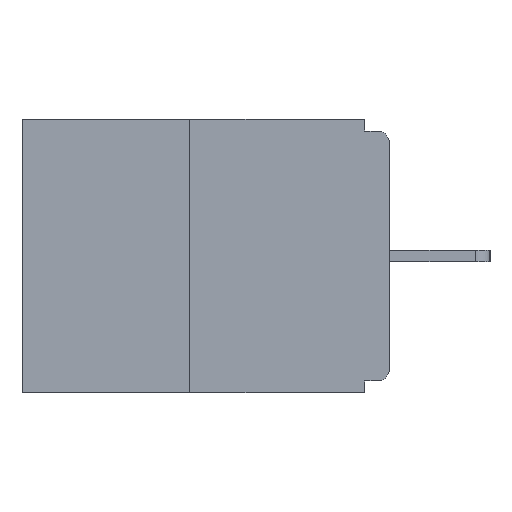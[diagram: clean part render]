
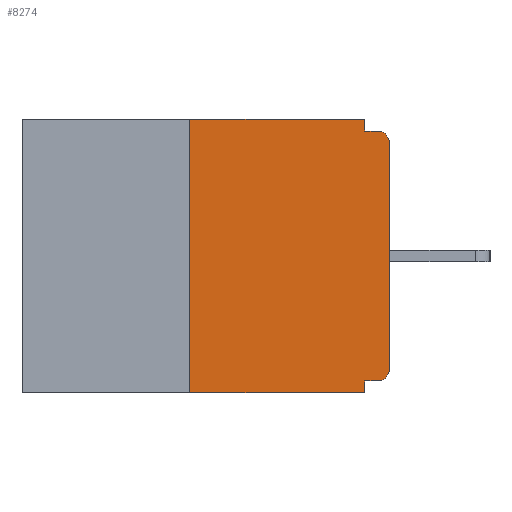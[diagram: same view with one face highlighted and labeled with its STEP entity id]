
A CAD part, left-side view. The second image highlights one B-rep face of the part: STEP entity #8274.
In plain terms, the highlighted planar face has unit normal (-1, 0, 0).
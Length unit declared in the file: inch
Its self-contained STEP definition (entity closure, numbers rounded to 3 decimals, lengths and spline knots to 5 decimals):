
#83 = ORIENTED_EDGE ( 'NONE', *, *, #10372, .T. ) ;
#106 = ORIENTED_EDGE ( 'NONE', *, *, #10423, .F. ) ;
#128 = CARTESIAN_POINT ( 'NONE',  ( 0., 0.015, -0.313 ) ) ;
#238 = ORIENTED_EDGE ( 'NONE', *, *, #8623, .F. ) ;
#377 = ORIENTED_EDGE ( 'NONE', *, *, #9086, .T. ) ;
#477 = ORIENTED_EDGE ( 'NONE', *, *, #8492, .T. ) ;
#536 = ORIENTED_EDGE ( 'NONE', *, *, #9113, .T. ) ;
#638 = AXIS2_PLACEMENT_3D ( 'NONE', #9248, #3741, #10098 ) ;
#641 = VERTEX_POINT ( 'NONE', #10620 ) ;
#652 = AXIS2_PLACEMENT_3D ( 'NONE', #128, #6320, #1122 ) ;
#786 = ORIENTED_EDGE ( 'NONE', *, *, #8851, .F. ) ;
#843 = DIRECTION ( 'NONE',  ( 0., 0., 1. ) ) ;
#855 = LINE ( 'NONE', #2960, #7724 ) ;
#908 = ORIENTED_EDGE ( 'NONE', *, *, #10460, .F. ) ;
#926 = CARTESIAN_POINT ( 'NONE',  ( 0., 0., -0.313 ) ) ;
#1017 = CARTESIAN_POINT ( 'NONE',  ( 0., 0.015, -0.015 ) ) ;
#1122 = DIRECTION ( 'NONE',  ( 0., 0., -1. ) ) ;
#1146 = VERTEX_POINT ( 'NONE', #10767 ) ;
#1566 = AXIS2_PLACEMENT_3D ( 'NONE', #7736, #9162, #9118 ) ;
#1692 = CIRCLE ( 'NONE', #638, 0.015 ) ;
#1891 = DIRECTION ( 'NONE',  ( 0., 0., -1. ) ) ;
#2396 = DIRECTION ( 'NONE',  ( 0., -1., 0. ) ) ;
#2496 = VECTOR ( 'NONE', #7176, 39.37008 ) ;
#2583 = VECTOR ( 'NONE', #8133, 39.37008 ) ;
#2930 = VERTEX_POINT ( 'NONE', #9562 ) ;
#2960 = CARTESIAN_POINT ( 'NONE',  ( 0., 0., -0.015 ) ) ;
#3172 = LINE ( 'NONE', #7377, #5178 ) ;
#3288 = CARTESIAN_POINT ( 'NONE',  ( 0., 0.25, 0. ) ) ;
#3423 = VECTOR ( 'NONE', #6917, 39.37008 ) ;
#3557 = CARTESIAN_POINT ( 'NONE',  ( 0., 0.031, 0. ) ) ;
#3741 = DIRECTION ( 'NONE',  ( -1., 0., 0. ) ) ;
#4323 = DIRECTION ( 'NONE',  ( 0., -1., 0. ) ) ;
#4349 = VERTEX_POINT ( 'NONE', #6049 ) ;
#4406 = CARTESIAN_POINT ( 'NONE',  ( 0., 0.031, -0.343 ) ) ;
#5178 = VECTOR ( 'NONE', #11416, 39.37008 ) ;
#5190 = EDGE_LOOP ( 'NONE', ( #7596, #9055, #83, #106, #238, #377, #477, #536, #786, #908 ) ) ;
#5393 = LINE ( 'NONE', #7048, #10020 ) ;
#5917 = CARTESIAN_POINT ( 'NONE',  ( 0., 0., 0. ) ) ;
#6049 = CARTESIAN_POINT ( 'NONE',  ( 0., 0.015, -0.328 ) ) ;
#6320 = DIRECTION ( 'NONE',  ( -1., 0., 0. ) ) ;
#6541 = VERTEX_POINT ( 'NONE', #8034 ) ;
#6915 = CARTESIAN_POINT ( 'NONE',  ( 0., 0., -0.328 ) ) ;
#6917 = DIRECTION ( 'NONE',  ( 0., 0., 1. ) ) ;
#7048 = CARTESIAN_POINT ( 'NONE',  ( 0., 0.46, -0.343 ) ) ;
#7176 = DIRECTION ( 'NONE',  ( 0., 1., 0. ) ) ;
#7377 = CARTESIAN_POINT ( 'NONE',  ( 0., 0.46, 0. ) ) ;
#7525 = VERTEX_POINT ( 'NONE', #3288 ) ;
#7596 = ORIENTED_EDGE ( 'NONE', *, *, #8330, .F. ) ;
#7724 = VECTOR ( 'NONE', #2396, 39.37008 ) ;
#7736 = CARTESIAN_POINT ( 'NONE',  ( 0., 0.46, 0. ) ) ;
#7970 = VECTOR ( 'NONE', #843, 39.37008 ) ;
#8034 = CARTESIAN_POINT ( 'NONE',  ( 0., 0.031, -0.343 ) ) ;
#8133 = DIRECTION ( 'NONE',  ( 0., 0., -1. ) ) ;
#8274 = ADVANCED_FACE ( 'NONE', ( #11088 ), #9284, .F. ) ;
#8330 = EDGE_CURVE ( 'NONE', #7525, #10618, #3172, .T. ) ;
#8451 = CARTESIAN_POINT ( 'NONE',  ( 0., 0.031, 0. ) ) ;
#8492 = EDGE_CURVE ( 'NONE', #8503, #9259, #10337, .T. ) ;
#8503 = VERTEX_POINT ( 'NONE', #926 ) ;
#8623 = EDGE_CURVE ( 'NONE', #4349, #2930, #9670, .T. ) ;
#8851 = EDGE_CURVE ( 'NONE', #641, #9845, #855, .T. ) ;
#8941 = CARTESIAN_POINT ( 'NONE',  ( 0., 0.25, 0. ) ) ;
#8980 = VECTOR ( 'NONE', #1891, 39.37008 ) ;
#9055 = ORIENTED_EDGE ( 'NONE', *, *, #10345, .F. ) ;
#9086 = EDGE_CURVE ( 'NONE', #4349, #8503, #9140, .T. ) ;
#9113 = EDGE_CURVE ( 'NONE', #9259, #9845, #1692, .T. ) ;
#9118 = DIRECTION ( 'NONE',  ( 0., 0., -1. ) ) ;
#9140 = CIRCLE ( 'NONE', #652, 0.015 ) ;
#9162 = DIRECTION ( 'NONE',  ( 1., 0., 0. ) ) ;
#9234 = LINE ( 'NONE', #3557, #8980 ) ;
#9248 = CARTESIAN_POINT ( 'NONE',  ( 0., 0.015, -0.03 ) ) ;
#9259 = VERTEX_POINT ( 'NONE', #9469 ) ;
#9284 = PLANE ( 'NONE',  #1566 ) ;
#9469 = CARTESIAN_POINT ( 'NONE',  ( 0., 0., -0.03 ) ) ;
#9502 = LINE ( 'NONE', #4406, #2583 ) ;
#9562 = CARTESIAN_POINT ( 'NONE',  ( 0., 0.031, -0.328 ) ) ;
#9670 = LINE ( 'NONE', #6915, #2496 ) ;
#9845 = VERTEX_POINT ( 'NONE', #1017 ) ;
#10020 = VECTOR ( 'NONE', #4323, 39.37008 ) ;
#10098 = DIRECTION ( 'NONE',  ( 0., 0., -1. ) ) ;
#10337 = LINE ( 'NONE', #5917, #3423 ) ;
#10345 = EDGE_CURVE ( 'NONE', #1146, #7525, #10547, .T. ) ;
#10372 = EDGE_CURVE ( 'NONE', #1146, #6541, #5393, .T. ) ;
#10423 = EDGE_CURVE ( 'NONE', #2930, #6541, #9502, .T. ) ;
#10460 = EDGE_CURVE ( 'NONE', #10618, #641, #9234, .T. ) ;
#10547 = LINE ( 'NONE', #8941, #7970 ) ;
#10618 = VERTEX_POINT ( 'NONE', #8451 ) ;
#10620 = CARTESIAN_POINT ( 'NONE',  ( 0., 0.031, -0.015 ) ) ;
#10767 = CARTESIAN_POINT ( 'NONE',  ( 0., 0.25, -0.343 ) ) ;
#11088 = FACE_OUTER_BOUND ( 'NONE', #5190, .T. ) ;
#11416 = DIRECTION ( 'NONE',  ( 0., -1., 0. ) ) ;
